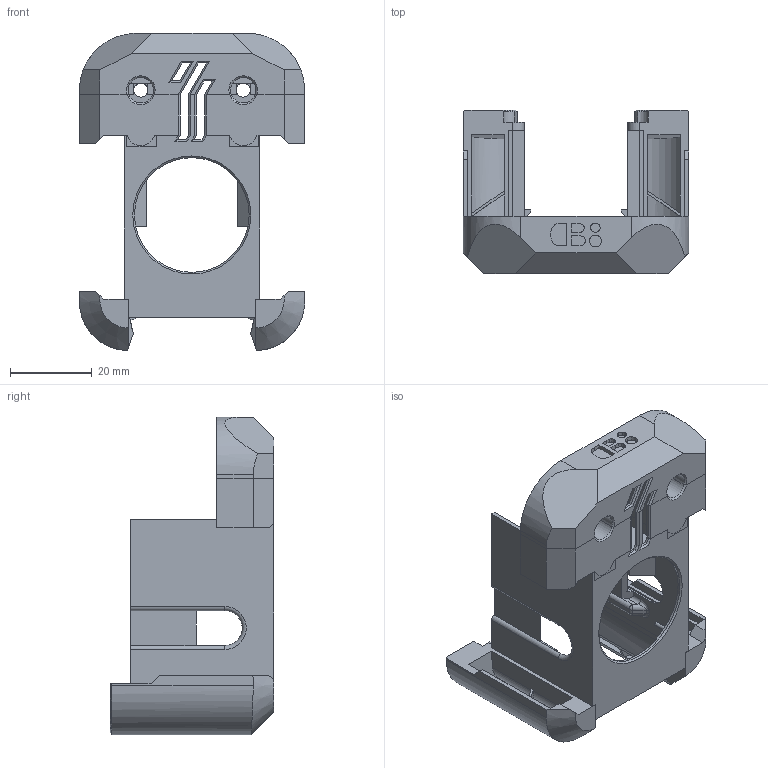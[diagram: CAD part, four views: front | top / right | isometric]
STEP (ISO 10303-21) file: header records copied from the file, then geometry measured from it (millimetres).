
FILE_DESCRIPTION(/* description */ (''),/* implementation_level */ '2;1');
FILE_NAME(/* name */ 'cowling.step',/* time_stamp */ '2025-12-31T22:28:47-05:00',/* author */ (''),/* organization */ (''),/* preprocessor_version */ 'ST-DEVELOPER v20.1',/* originating_system */ 'Autodesk Translation Framework v14.21.0.0',/* authorisation */ '');
FILE_SCHEMA (('AUTOMOTIVE_DESIGN { 1 0 10303 214 3 1 1 }'));
Length unit declared in the file: millimetre
Products named in the file (8): Dragon_Burner_v0.2_v8; Cowl; Ducts; MainBody; Duct_Left; Standard (1); Duct_Right; Standard
Assembly tree (7 placements, depth 3):
  Dragon_Burner_v0.2_v8
    Cowl
      Ducts
      MainBody
    Duct_Left
      Standard (1)
    Duct_Right
      Standard
Bounding box: 55 x 40 x 77.41 mm (x, y, z)
Volume: 22598.5 mm3; surface area: 21229.8 mm2
Topology: 7 solids, 8 shells, 511 faces, 1389 edges, 898 vertices
Faces by surface type: plane 338, cylinder 87, bspline 50, cone 28, torus 4, sphere 4
Full cylindrical faces by diameter (mm): 2.9 x2, 4.7 x4, 28 x1
Entity records: 16607 total; most frequent: CARTESIAN_POINT 3745, ORIENTED_EDGE 2776, DIRECTION 2445, EDGE_CURVE 1388, LINE 1021, VECTOR 1021, VERTEX_POINT 898, AXIS2_PLACEMENT_3D 712
